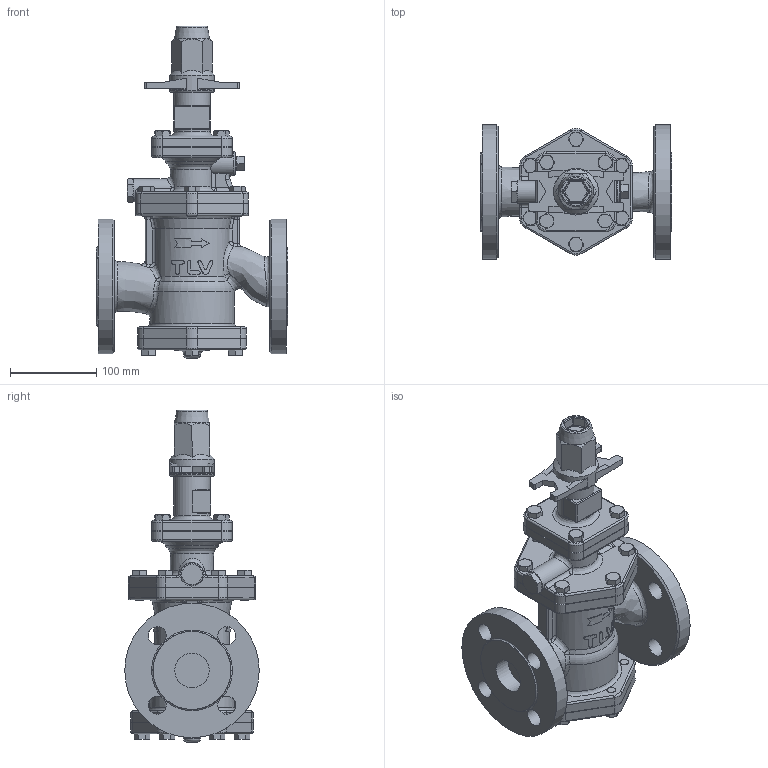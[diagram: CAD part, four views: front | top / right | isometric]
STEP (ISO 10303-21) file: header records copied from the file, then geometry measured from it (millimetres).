
FILE_DESCRIPTION((''),'2;1');
FILE_NAME('csr3x-040-a0250-00.stp','2010-06-24T09:42:37',('nakaot'),(''),'Autodesk Inventor 2008','Autodesk Inventor 2008','');
FILE_SCHEMA(('AUTOMOTIVE_DESIGN { 1 0 10303 214 1 1 1 1 }'));
Length unit declared in the file: millimetre
Products named in the file (1): csr3x-040-a0250-00
Bounding box: 222 x 156 x 385 mm (x, y, z)
Volume: 3058415.6 mm3; surface area: 327883 mm2
Topology: 1 solids, 1 shells, 815 faces, 1982 edges, 1212 vertices
Faces by surface type: plane 288, cylinder 185, bspline 169, cone 122, torus 46, sphere 5
Full cylindrical faces by diameter (mm): 10 x32, 27 x1, 28 x1, 40 x2, 42 x1, 52 x1, 70 x1, 90 x2, 90.5 x1, 98 x1, 156 x2
Entity records: 47936 total; most frequent: CARTESIAN_POINT 30751, ORIENTED_EDGE 3674, DIRECTION 3295, EDGE_CURVE 1837, AXIS2_PLACEMENT_3D 1311, VERTEX_POINT 1172, EDGE_LOOP 1011, FACE_OUTER_BOUND 815
